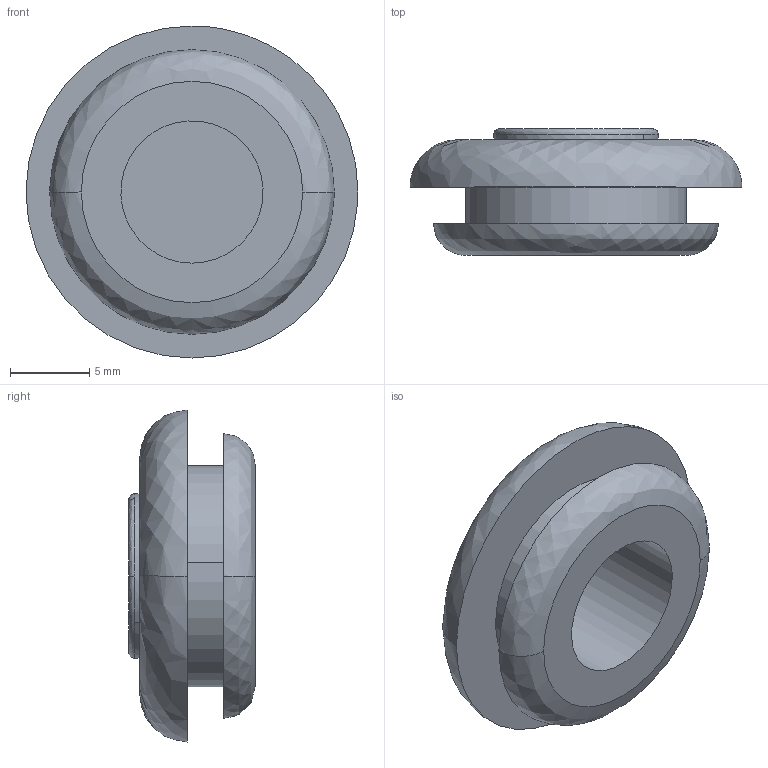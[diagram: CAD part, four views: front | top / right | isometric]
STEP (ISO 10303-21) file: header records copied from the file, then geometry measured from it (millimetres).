
FILE_DESCRIPTION( (''), '2;1');
FILE_NAME ('PC50.12492.TM_MG_16_CRUL_19245.stp','2019-12-19T14:58:12',(''),(''),'spGate 15.6.1','','');
FILE_SCHEMA (('AUTOMOTIVE_DESIGN'));
Length unit declared in the file: millimetre
Bounding box: 21 x 8 x 21 mm (x, y, z)
Volume: 1317.3 mm3; surface area: 1392.4 mm2
Topology: 1 solids, 1 shells, 20 faces, 66 edges, 52 vertices
Faces by surface type: cylinder 8, plane 6, bspline 6
Entity records: 1407 total; most frequent: CARTESIAN_POINT 318, ORIENTED_EDGE 132, DIRECTION 128, COLOUR_RGB 87, PRESENTATION_STYLE_ASSIGNMENT 87, STYLED_ITEM 87, EDGE_CURVE 66, DRAUGHTING_PRE_DEFINED_CURVE_FONT 66
